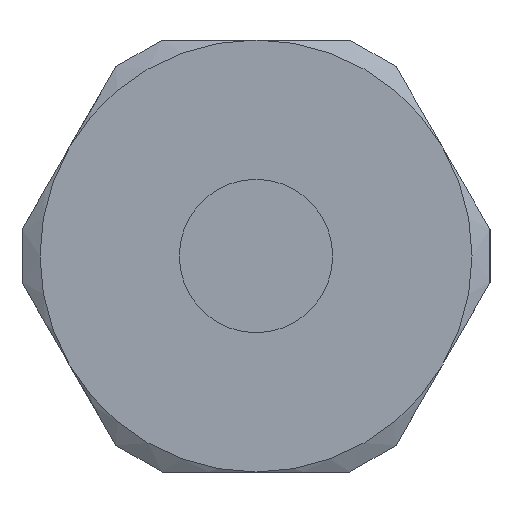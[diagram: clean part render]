
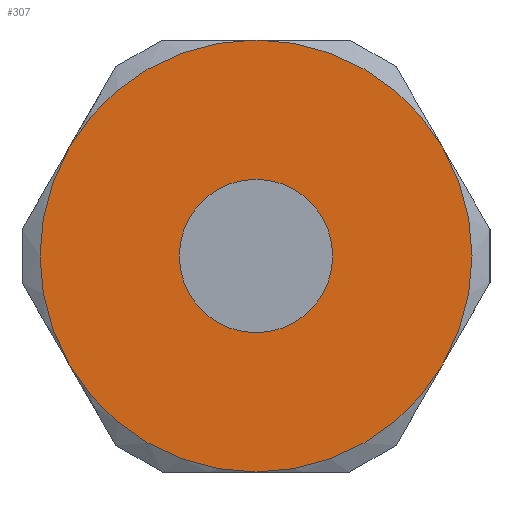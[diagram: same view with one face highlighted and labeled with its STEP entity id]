
A CAD part, left-side view. The second image highlights one B-rep face of the part: STEP entity #307.
In plain terms, the highlighted planar face has unit normal (-1, 0, 0).
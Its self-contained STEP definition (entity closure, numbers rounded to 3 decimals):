
#307 = ADVANCED_FACE( '', ( #599, #600 ), #601, .F. );
#599 = FACE_OUTER_BOUND( '', #886, .T. );
#600 = FACE_BOUND( '', #887, .T. );
#601 = PLANE( '', #888 );
#886 = EDGE_LOOP( '', ( #1511, #1512, #1513, #1514, #1515, #1516 ) );
#887 = EDGE_LOOP( '', ( #1517 ) );
#888 = AXIS2_PLACEMENT_3D( '', #1518, #1519, #1520 );
#1511 = ORIENTED_EDGE( '', *, *, #1796, .F. );
#1512 = ORIENTED_EDGE( '', *, *, #1901, .F. );
#1513 = ORIENTED_EDGE( '', *, *, #1775, .F. );
#1514 = ORIENTED_EDGE( '', *, *, #1726, .F. );
#1515 = ORIENTED_EDGE( '', *, *, #1690, .F. );
#1516 = ORIENTED_EDGE( '', *, *, #1869, .F. );
#1517 = ORIENTED_EDGE( '', *, *, #1902, .T. );
#1518 = CARTESIAN_POINT( '', ( 0., 0., 0. ) );
#1519 = DIRECTION( '', ( 1., 0., 0. ) );
#1520 = DIRECTION( '', ( 0., 0., -1. ) );
#1690 = EDGE_CURVE( '', #1984, #1986, #1987, .T. );
#1726 = EDGE_CURVE( '', #1986, #1957, #2046, .T. );
#1775 = EDGE_CURVE( '', #1957, #2116, #2117, .T. );
#1796 = EDGE_CURVE( '', #2137, #2148, #2149, .T. );
#1869 = EDGE_CURVE( '', #2148, #1984, #2248, .T. );
#1901 = EDGE_CURVE( '', #2116, #2137, #2284, .T. );
#1902 = EDGE_CURVE( '', #2285, #2285, #2286, .T. );
#1957 = VERTEX_POINT( '', #2374 );
#1984 = VERTEX_POINT( '', #2434 );
#1986 = VERTEX_POINT( '', #2441 );
#1987 = CIRCLE( '', #2442, 15. );
#2046 = CIRCLE( '', #2576, 15. );
#2116 = VERTEX_POINT( '', #2733 );
#2117 = CIRCLE( '', #2734, 15. );
#2137 = VERTEX_POINT( '', #2788 );
#2148 = VERTEX_POINT( '', #2829 );
#2149 = CIRCLE( '', #2830, 15. );
#2248 = CIRCLE( '', #3079, 15. );
#2284 = CIRCLE( '', #3155, 15. );
#2285 = VERTEX_POINT( '', #3156 );
#2286 = CIRCLE( '', #3157, 5.324 );
#2374 = CARTESIAN_POINT( '', ( 0., -12.99, -7.5 ) );
#2434 = CARTESIAN_POINT( '', ( 0., 0., 15. ) );
#2441 = CARTESIAN_POINT( '', ( 0., -12.99, 7.5 ) );
#2442 = AXIS2_PLACEMENT_3D( '', #3237, #3238, #3239 );
#2576 = AXIS2_PLACEMENT_3D( '', #3278, #3279, #3280 );
#2733 = CARTESIAN_POINT( '', ( 0., 0., -15. ) );
#2734 = AXIS2_PLACEMENT_3D( '', #3330, #3331, #3332 );
#2788 = CARTESIAN_POINT( '', ( 0., 12.99, -7.5 ) );
#2829 = CARTESIAN_POINT( '', ( 0., 12.99, 7.5 ) );
#2830 = AXIS2_PLACEMENT_3D( '', #3338, #3339, #3340 );
#3079 = AXIS2_PLACEMENT_3D( '', #3386, #3387, #3388 );
#3155 = AXIS2_PLACEMENT_3D( '', #3408, #3409, #3410 );
#3156 = CARTESIAN_POINT( '', ( 0., 0., -5.324 ) );
#3157 = AXIS2_PLACEMENT_3D( '', #3411, #3412, #3413 );
#3237 = CARTESIAN_POINT( '', ( 0., 0., 0. ) );
#3238 = DIRECTION( '', ( 1., 0., 0. ) );
#3239 = DIRECTION( '', ( 0., 0., -1. ) );
#3278 = CARTESIAN_POINT( '', ( 0., 0., 0. ) );
#3279 = DIRECTION( '', ( 1., 0., 0. ) );
#3280 = DIRECTION( '', ( 0., 0., -1. ) );
#3330 = CARTESIAN_POINT( '', ( 0., 0., 0. ) );
#3331 = DIRECTION( '', ( 1., 0., 0. ) );
#3332 = DIRECTION( '', ( 0., 0., -1. ) );
#3338 = CARTESIAN_POINT( '', ( 0., 0., 0. ) );
#3339 = DIRECTION( '', ( 1., 0., 0. ) );
#3340 = DIRECTION( '', ( 0., 0., -1. ) );
#3386 = CARTESIAN_POINT( '', ( 0., 0., 0. ) );
#3387 = DIRECTION( '', ( 1., 0., 0. ) );
#3388 = DIRECTION( '', ( 0., 0., -1. ) );
#3408 = CARTESIAN_POINT( '', ( 0., 0., 0. ) );
#3409 = DIRECTION( '', ( 1., 0., 0. ) );
#3410 = DIRECTION( '', ( 0., 0., -1. ) );
#3411 = CARTESIAN_POINT( '', ( 0., 0., 0. ) );
#3412 = DIRECTION( '', ( 1., 0., 0. ) );
#3413 = DIRECTION( '', ( 0., 0., -1. ) );
